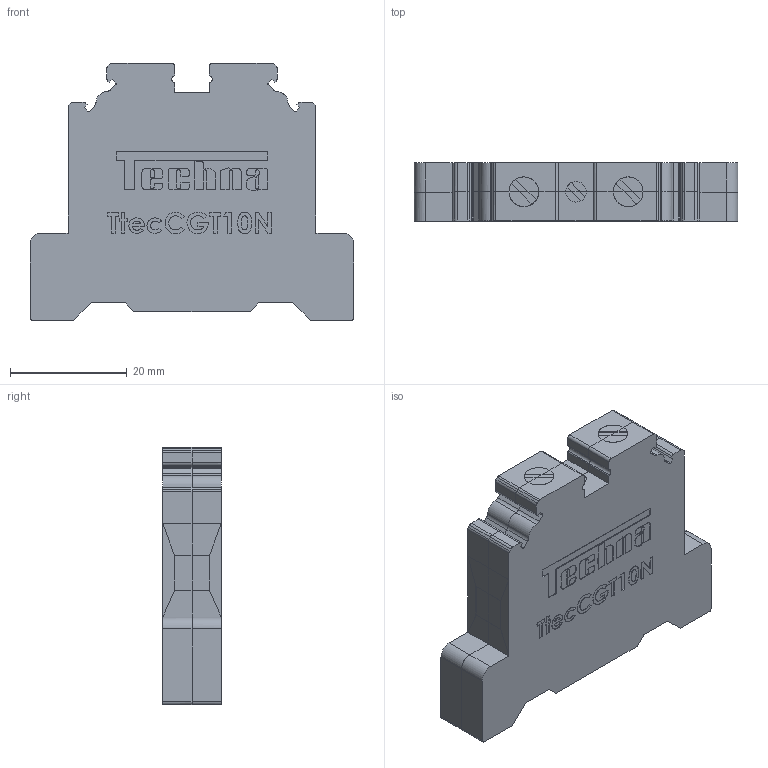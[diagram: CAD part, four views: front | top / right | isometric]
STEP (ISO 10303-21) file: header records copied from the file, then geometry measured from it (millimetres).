
FILE_DESCRIPTION (( 'STEP AP214' ), '1' );
FILE_NAME ('TtecCGT10N.STEP', '2020-06-18T08:16:03', ( '' ), ( '' ), 'SwSTEP 2.0', 'SolidWorks 2020', '' );
FILE_SCHEMA (( 'AUTOMOTIVE_DESIGN' ));
Length unit declared in the file: millimetre
Products named in the file (1): TtecCGT10N
Bounding box: 55.5 x 10 x 44.1 mm (x, y, z)
Volume: 18592.1 mm3; surface area: 9692.1 mm2
Topology: 2 solids, 2 shells, 745 faces, 2081 edges, 1380 vertices
Faces by surface type: plane 439, cylinder 216, bspline 90
Entity records: 34833 total; most frequent: CARTESIAN_POINT 10557, ORIENTED_EDGE 4162, DIRECTION 3481, EDGE_CURVE 2081, LINE 1457, VECTOR 1457, VERTEX_POINT 1380, AXIS2_PLACEMENT_3D 1012
